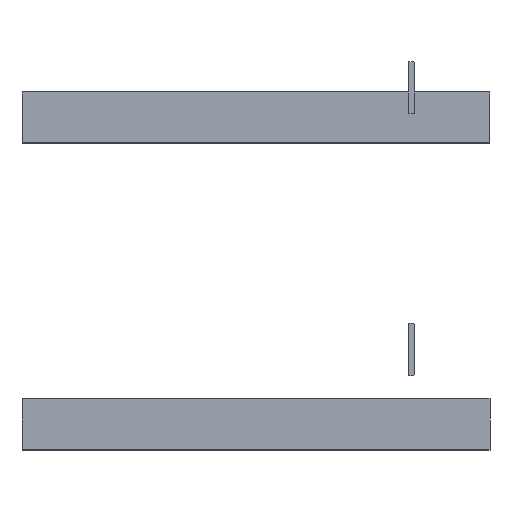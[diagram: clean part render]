
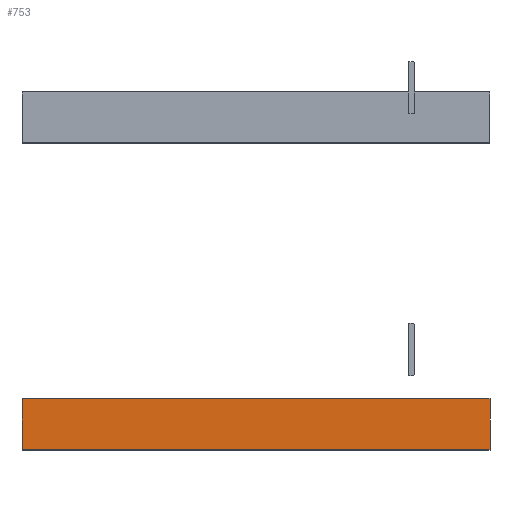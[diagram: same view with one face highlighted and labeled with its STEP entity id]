
A CAD part, left-side view. The second image highlights one B-rep face of the part: STEP entity #753.
In plain terms, the highlighted planar face has unit normal (-1, 0, 0).
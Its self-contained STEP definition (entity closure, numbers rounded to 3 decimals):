
#45=FACE_OUTER_BOUND('',#85,.T.);
#85=EDGE_LOOP('',(#581,#582,#583,#584));
#151=LINE('',#1122,#247);
#159=LINE('',#1137,#255);
#160=LINE('',#1140,#256);
#168=LINE('',#1155,#264);
#247=VECTOR('',#928,10.);
#255=VECTOR('',#940,10.);
#256=VECTOR('',#943,10.);
#264=VECTOR('',#959,10.);
#326=VERTEX_POINT('',#1119);
#327=VERTEX_POINT('',#1121);
#332=VERTEX_POINT('',#1135);
#333=VERTEX_POINT('',#1139);
#407=EDGE_CURVE('',#326,#327,#151,.T.);
#415=EDGE_CURVE('',#332,#326,#159,.T.);
#416=EDGE_CURVE('',#327,#333,#160,.T.);
#424=EDGE_CURVE('',#333,#332,#168,.T.);
#581=ORIENTED_EDGE('',*,*,#415,.F.);
#582=ORIENTED_EDGE('',*,*,#424,.F.);
#583=ORIENTED_EDGE('',*,*,#416,.F.);
#584=ORIENTED_EDGE('',*,*,#407,.F.);
#669=PLANE('',#816);
#753=ADVANCED_FACE('',(#45),#669,.T.);
#816=AXIS2_PLACEMENT_3D('',#1154,#957,#958);
#928=DIRECTION('',(0.,0.,1.));
#940=DIRECTION('',(0.,1.,0.));
#943=DIRECTION('',(0.,-1.,0.));
#957=DIRECTION('center_axis',(-1.,0.,0.));
#958=DIRECTION('ref_axis',(0.,0.,-1.));
#959=DIRECTION('',(0.,0.,-1.));
#1119=CARTESIAN_POINT('',(-328.249,472.5,44.35));
#1121=CARTESIAN_POINT('',(-328.249,472.5,95.15));
#1122=CARTESIAN_POINT('',(-328.249,472.5,95.75));
#1135=CARTESIAN_POINT('',(-328.249,5.5,44.35));
#1137=CARTESIAN_POINT('',(-328.249,239.,44.35));
#1139=CARTESIAN_POINT('',(-328.249,5.5,95.15));
#1140=CARTESIAN_POINT('',(-328.249,239.,95.15));
#1154=CARTESIAN_POINT('Origin',(-328.249,239.,95.75));
#1155=CARTESIAN_POINT('',(-328.249,5.5,95.75));
